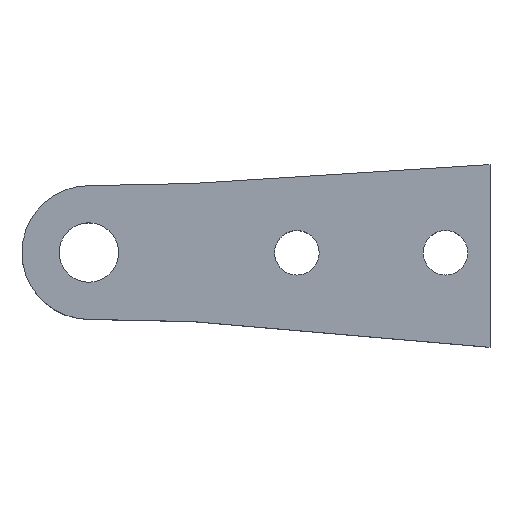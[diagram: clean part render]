
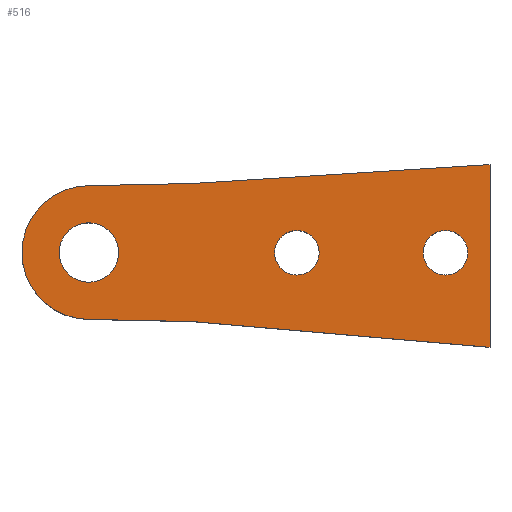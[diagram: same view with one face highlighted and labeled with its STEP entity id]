
A CAD part, top view. The second image highlights one B-rep face of the part: STEP entity #516.
In plain terms, the highlighted planar face has unit normal (0, 0, 1).
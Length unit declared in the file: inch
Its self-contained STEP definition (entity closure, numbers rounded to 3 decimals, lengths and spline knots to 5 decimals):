
#43=FACE_BOUND('',#126,.T.);
#44=FACE_BOUND('',#127,.T.);
#45=FACE_BOUND('',#128,.T.);
#50=CIRCLE('',#542,0.11811);
#51=CIRCLE('',#544,0.118);
#57=CIRCLE('',#563,0.35433);
#58=CIRCLE('',#567,0.15748);
#88=FACE_OUTER_BOUND('',#125,.T.);
#125=EDGE_LOOP('',(#464,#465,#466,#467,#468,#469));
#126=EDGE_LOOP('',(#470));
#127=EDGE_LOOP('',(#471));
#128=EDGE_LOOP('',(#472));
#157=LINE('',#818,#205);
#164=LINE('',#835,#212);
#172=LINE('',#860,#220);
#174=LINE('',#864,#222);
#176=LINE('',#867,#224);
#205=VECTOR('',#668,0.3937);
#212=VECTOR('',#687,0.3937);
#220=VECTOR('',#715,0.3937);
#222=VECTOR('',#719,0.3937);
#224=VECTOR('',#723,0.3937);
#237=VERTEX_POINT('',#764);
#238=VERTEX_POINT('',#768);
#255=VERTEX_POINT('',#815);
#256=VERTEX_POINT('',#817);
#258=VERTEX_POINT('',#825);
#260=VERTEX_POINT('',#833);
#261=VERTEX_POINT('',#837);
#267=VERTEX_POINT('',#859);
#268=VERTEX_POINT('',#863);
#285=EDGE_CURVE('',#237,#237,#50,.T.);
#287=EDGE_CURVE('',#238,#238,#51,.T.);
#311=EDGE_CURVE('',#256,#255,#157,.T.);
#316=EDGE_CURVE('',#255,#258,#57,.T.);
#320=EDGE_CURVE('',#258,#260,#164,.T.);
#321=EDGE_CURVE('',#261,#261,#58,.T.);
#332=EDGE_CURVE('',#267,#256,#172,.T.);
#334=EDGE_CURVE('',#268,#267,#174,.T.);
#336=EDGE_CURVE('',#260,#268,#176,.T.);
#464=ORIENTED_EDGE('',*,*,#336,.T.);
#465=ORIENTED_EDGE('',*,*,#334,.T.);
#466=ORIENTED_EDGE('',*,*,#332,.T.);
#467=ORIENTED_EDGE('',*,*,#311,.T.);
#468=ORIENTED_EDGE('',*,*,#316,.T.);
#469=ORIENTED_EDGE('',*,*,#320,.T.);
#470=ORIENTED_EDGE('',*,*,#287,.T.);
#471=ORIENTED_EDGE('',*,*,#285,.T.);
#472=ORIENTED_EDGE('',*,*,#321,.T.);
#489=PLANE('',#578);
#516=ADVANCED_FACE('',(#88,#43,#44,#45),#489,.T.);
#542=AXIS2_PLACEMENT_3D('',#765,#616,#617);
#544=AXIS2_PLACEMENT_3D('',#769,#621,#622);
#563=AXIS2_PLACEMENT_3D('',#827,#678,#679);
#567=AXIS2_PLACEMENT_3D('',#838,#690,#691);
#578=AXIS2_PLACEMENT_3D('',#868,#724,#725);
#616=DIRECTION('center_axis',(0.,0.,
-1.));
#617=DIRECTION('ref_axis',(-1.,0.,0.));
#621=DIRECTION('center_axis',(0.,0.,
-1.));
#622=DIRECTION('ref_axis',(-1.,0.,0.));
#668=DIRECTION('',(-1.,-0.021,0.));
#678=DIRECTION('center_axis',(0.,0.,
1.));
#679=DIRECTION('ref_axis',(-1.,0.,0.));
#687=DIRECTION('',(1.,-0.021,0.));
#690=DIRECTION('center_axis',(0.,0.,
-1.));
#691=DIRECTION('ref_axis',(-1.,0.,0.));
#715=DIRECTION('',(-0.998,-0.063,0.));
#719=DIRECTION('',(0.,1.,0.));
#723=DIRECTION('',(0.996,-0.086,0.));
#724=DIRECTION('center_axis',(0.,0.,
1.));
#725=DIRECTION('ref_axis',(-1.,0.,0.));
#764=CARTESIAN_POINT('',(-2.21672,3.21477,0.82834));
#765=CARTESIAN_POINT('Origin',(-2.33483,3.21477,0.82834));
#768=CARTESIAN_POINT('',(-3.00423,3.21477,0.82834));
#769=CARTESIAN_POINT('Origin',(-3.12223,3.21477,0.82834));
#815=CARTESIAN_POINT('',(-4.23194,3.57051,0.82834));
#817=CARTESIAN_POINT('',(-3.67341,3.58209,0.82834));
#818=CARTESIAN_POINT('',(-3.67341,3.58209,0.82834));
#825=CARTESIAN_POINT('',(-4.23194,2.862,0.82834));
#827=CARTESIAN_POINT('Origin',(-4.2246,3.21626,0.82834));
#833=CARTESIAN_POINT('',(-3.67341,2.85043,0.82834));
#835=CARTESIAN_POINT('',(-3.67341,2.85043,0.82834));
#837=CARTESIAN_POINT('',(-4.06711,3.21626,0.82834));
#838=CARTESIAN_POINT('Origin',(-4.2246,3.21626,0.82834));
#859=CARTESIAN_POINT('',(-2.09861,3.68228,0.82834));
#860=CARTESIAN_POINT('',(-2.09861,3.68228,0.82834));
#863=CARTESIAN_POINT('',(-2.09861,2.71405,0.82834));
#864=CARTESIAN_POINT('',(-2.09861,2.71405,0.82834));
#867=CARTESIAN_POINT('',(-3.67341,2.85043,0.82834));
#868=CARTESIAN_POINT('Origin',(-3.33877,3.19816,0.82834));
